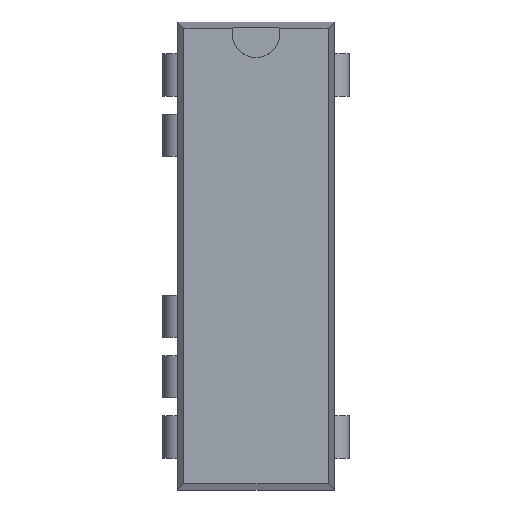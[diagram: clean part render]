
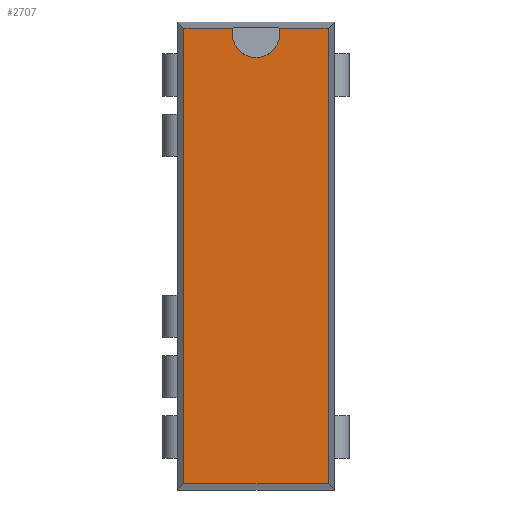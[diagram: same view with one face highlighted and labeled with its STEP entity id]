
A CAD part, top view. The second image highlights one B-rep face of the part: STEP entity #2707.
In plain terms, the highlighted planar face has unit normal (0, 0, 1).
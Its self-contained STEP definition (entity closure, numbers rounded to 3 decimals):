
#139=PLANE($,#2896);
#282=FACE_OUTER_BOUND($,#428,.T.);
#428=EDGE_LOOP($,(#2447,#2448,#2449,#2450,#2451,#2452));
#738=LINE($,#4273,#1086);
#747=LINE($,#4291,#1095);
#749=LINE($,#4295,#1097);
#751=LINE($,#4301,#1099);
#752=LINE($,#4302,#1100);
#1086=VECTOR($,#3502,6.067);
#1095=VECTOR($,#3517,19.167);
#1097=VECTOR($,#3521,19.167);
#1099=VECTOR($,#3527,2.061);
#1100=VECTOR($,#3528,2.061);
#1171=CIRCLE($,#2897,1.);
#1384=VERTEX_POINT($,#4270);
#1385=VERTEX_POINT($,#4272);
#1391=VERTEX_POINT($,#4290);
#1392=VERTEX_POINT($,#4294);
#1393=VERTEX_POINT($,#4298);
#1394=VERTEX_POINT($,#4299);
#1740=EDGE_CURVE($,#1384,#1385,#738,.F.);
#1749=EDGE_CURVE($,#1391,#1384,#747,.F.);
#1751=EDGE_CURVE($,#1385,#1392,#749,.F.);
#1753=EDGE_CURVE($,#1393,#1394,#1171,.T.);
#1754=EDGE_CURVE($,#1392,#1394,#751,.F.);
#1755=EDGE_CURVE($,#1393,#1391,#752,.F.);
#2447=ORIENTED_EDGE($,*,*,#1753,.T.);
#2448=ORIENTED_EDGE($,*,*,#1754,.F.);
#2449=ORIENTED_EDGE($,*,*,#1751,.F.);
#2450=ORIENTED_EDGE($,*,*,#1740,.F.);
#2451=ORIENTED_EDGE($,*,*,#1749,.F.);
#2452=ORIENTED_EDGE($,*,*,#1755,.F.);
#2707=ADVANCED_FACE($,(#282),#139,.F.);
#2896=AXIS2_PLACEMENT_3D($,#4297,#3523,#3524);
#2897=AXIS2_PLACEMENT_3D($,#4300,#3525,#3526);
#3502=DIRECTION($,(1.,0.,0.));
#3517=DIRECTION($,(0.,1.,0.));
#3521=DIRECTION($,(0.,-1.,0.));
#3523=DIRECTION('center_axis',(0.,0.,-1.));
#3524=DIRECTION('ref_axis',(1.,0.,0.));
#3525=DIRECTION('center_axis',(0.,0.,-1.));
#3526=DIRECTION('ref_axis',(1.,0.,0.));
#3527=DIRECTION($,(-1.,0.,0.));
#3528=DIRECTION($,(-1.,0.,0.));
#4270=CARTESIAN_POINT('',(3.034,-9.584,5.331));
#4272=CARTESIAN_POINT('',(-3.034,-9.584,5.331));
#4273=CARTESIAN_POINT($,(0.,-9.584,5.331));
#4290=CARTESIAN_POINT('',(3.034,9.584,5.331));
#4291=CARTESIAN_POINT($,(3.034,0.,5.331));
#4294=CARTESIAN_POINT('',(-3.034,9.584,5.331));
#4295=CARTESIAN_POINT($,(-3.034,0.,5.331));
#4297=CARTESIAN_POINT('Origin',(0.,0.,
5.331));
#4298=CARTESIAN_POINT('',(0.972,9.584,5.331));
#4299=CARTESIAN_POINT('',(-0.972,9.584,5.331));
#4300=CARTESIAN_POINT('Origin',(0.,9.35,
5.331));
#4301=CARTESIAN_POINT($,(0.,9.584,5.331));
#4302=CARTESIAN_POINT($,(0.,9.584,5.331));
